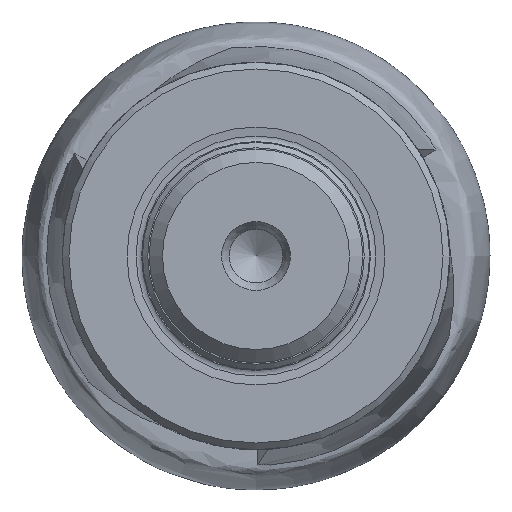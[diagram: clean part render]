
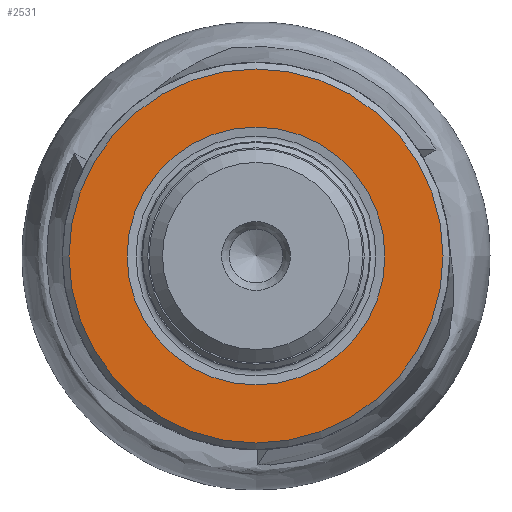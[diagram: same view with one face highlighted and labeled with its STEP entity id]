
A CAD part, left-side view. The second image highlights one B-rep face of the part: STEP entity #2531.
In plain terms, the highlighted planar face has unit normal (-1, 0, 0).
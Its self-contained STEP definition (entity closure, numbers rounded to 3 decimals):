
#262 = VERTEX_POINT ( 'NONE', #2666 ) ;
#292 = EDGE_CURVE ( 'NONE', #262, #262, #2557, .T. ) ;
#517 = ORIENTED_EDGE ( 'NONE', *, *, #3231, .T. ) ;
#603 = DIRECTION ( 'NONE',  ( -1., 0., 0. ) ) ;
#815 = AXIS2_PLACEMENT_3D ( 'NONE', #1562, #603, #865 ) ;
#865 = DIRECTION ( 'NONE',  ( 0., -1., 0. ) ) ;
#1255 = DIRECTION ( 'NONE',  ( 1., 0., 0. ) ) ;
#1390 = AXIS2_PLACEMENT_3D ( 'NONE', #2214, #3692, #3519 ) ;
#1396 = AXIS2_PLACEMENT_3D ( 'NONE', #4789, #1255, #3868 ) ;
#1562 = CARTESIAN_POINT ( 'NONE',  ( -41.05, 14., 0. ) ) ;
#1582 = EDGE_LOOP ( 'NONE', ( #517 ) ) ;
#1931 = CIRCLE ( 'NONE', #1390, 9.65 ) ;
#2214 = CARTESIAN_POINT ( 'NONE',  ( -41.05, 0., 0. ) ) ;
#2531 = ADVANCED_FACE ( 'NONE', ( #3591, #4343 ), #4464, .T. ) ;
#2557 = CIRCLE ( 'NONE', #1396, 14. ) ;
#2666 = CARTESIAN_POINT ( 'NONE',  ( -41.05, 14., 0. ) ) ;
#3231 = EDGE_CURVE ( 'NONE', #4594, #4594, #1931, .T. ) ;
#3519 = DIRECTION ( 'NONE',  ( 0., 1., 0. ) ) ;
#3591 = FACE_BOUND ( 'NONE', #1582, .T. ) ;
#3635 = EDGE_LOOP ( 'NONE', ( #4652 ) ) ;
#3692 = DIRECTION ( 'NONE',  ( 1., 0., 0. ) ) ;
#3798 = CARTESIAN_POINT ( 'NONE',  ( -41.05, 9.65, 0. ) ) ;
#3868 = DIRECTION ( 'NONE',  ( 0., 1., 0. ) ) ;
#4343 = FACE_OUTER_BOUND ( 'NONE', #3635, .T. ) ;
#4464 = PLANE ( 'NONE',  #815 ) ;
#4594 = VERTEX_POINT ( 'NONE', #3798 ) ;
#4652 = ORIENTED_EDGE ( 'NONE', *, *, #292, .F. ) ;
#4789 = CARTESIAN_POINT ( 'NONE',  ( -41.05, 0., 0. ) ) ;
